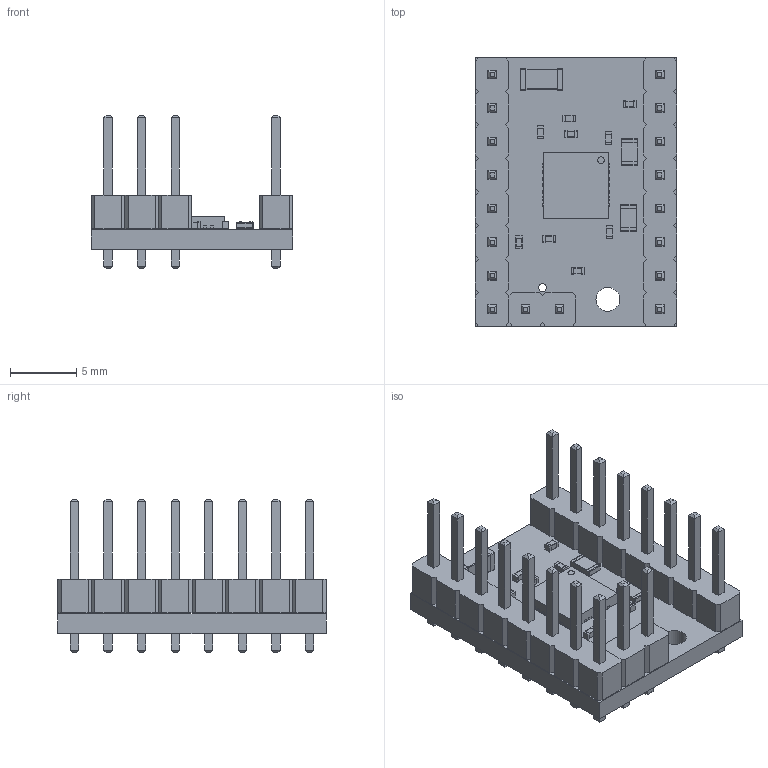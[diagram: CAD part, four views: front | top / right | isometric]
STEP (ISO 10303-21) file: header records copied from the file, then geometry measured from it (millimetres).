
FILE_DESCRIPTION(('KiCad electronic assembly'),'2;1');
FILE_NAME('SilentStepStick-TMC2209_v20.step','2025-10-21T18:57:40',( 'Pcbnew'),('Kicad'),'Open CASCADE STEP processor 7.9', 'KiCad to STEP converter','Unknown');
FILE_SCHEMA(('AUTOMOTIVE_DESIGN { 1 0 10303 214 1 1 1 1 }'));
Length unit declared in the file: millimetre
Products named in the file (8): SilentStepStick-TMC2209_v20 1; R_0805_2012Metric; C_0402_1005Metric; PinHeader_1x08_P2.54mm_Vertical; PinHeader_1x02_P2.54mm_Vertical; QFN-28-1EP_5x5mm_P0.5mm_EP3.35x3.35mm; C_1206_3216Metric; SilentStepStick-TMC2209_v20_PCB
Assembly tree (17 placements, depth 2):
  SilentStepStick-TMC2209_v20 1
    R_0805_2012Metric  x2
    C_0402_1005Metric  x9
    PinHeader_1x08_P2.54mm_Vertical  x2
    PinHeader_1x02_P2.54mm_Vertical
    QFN-28-1EP_5x5mm_P0.5mm_EP3.35x3.35mm
    C_1206_3216Metric
    SilentStepStick-TMC2209_v20_PCB
Bounding box: 15.24 x 20.32 x 11.54 mm (x, y, z)
Volume: 830.6 mm3; surface area: 1835.4 mm2
Topology: 17 solids, 17 shells, 984 faces, 2524 edges, 1632 vertices
Faces by surface type: plane 799, cylinder 185
Full cylindrical faces by diameter (mm): 0.5 x1, 0.6 x1, 1 x18, 1.8 x1
Entity records: 20134 total; most frequent: CARTESIAN_POINT 2878, ORIENTED_EDGE 2820, DIRECTION 2684, EDGE_CURVE 1410, LINE 1248, VECTOR 1248, VERTEX_POINT 912, AXIS2_PLACEMENT_3D 718
